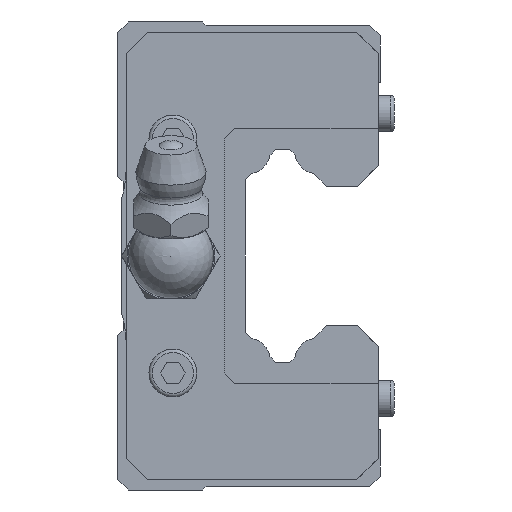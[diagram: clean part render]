
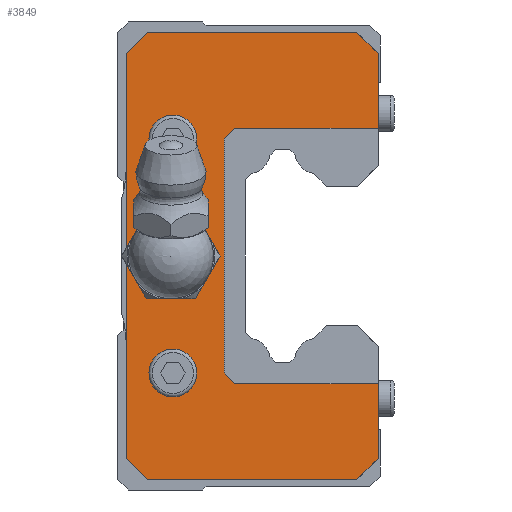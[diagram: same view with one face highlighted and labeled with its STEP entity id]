
A CAD part, left-side view. The second image highlights one B-rep face of the part: STEP entity #3849.
In plain terms, the highlighted planar face has unit normal (-1, 0, 0).
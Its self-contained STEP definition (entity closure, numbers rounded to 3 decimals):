
#80=LINE('',#5666,#478);
#104=LINE('',#5720,#502);
#113=LINE('',#5739,#511);
#117=LINE('',#5746,#515);
#147=LINE('',#5810,#545);
#150=LINE('',#5815,#548);
#173=LINE('',#5859,#571);
#220=LINE('',#5968,#618);
#226=LINE('',#5980,#624);
#347=LINE('',#6320,#745);
#348=LINE('',#6323,#746);
#349=LINE('',#6324,#747);
#350=LINE('',#6326,#748);
#351=LINE('',#6328,#749);
#478=VECTOR('',#4481,1000.);
#502=VECTOR('',#4513,1000.);
#511=VECTOR('',#4528,1000.);
#515=VECTOR('',#4534,1000.);
#545=VECTOR('',#4578,1000.);
#548=VECTOR('',#4583,1000.);
#571=VECTOR('',#4626,1000.);
#618=VECTOR('',#4707,1000.);
#624=VECTOR('',#4715,1000.);
#745=VECTOR('',#5030,1000.);
#746=VECTOR('',#5031,1000.);
#747=VECTOR('',#5032,1000.);
#748=VECTOR('',#5033,1000.);
#749=VECTOR('',#5034,1000.);
#932=PLANE('',#4183);
#1118=CIRCLE('',#4184,3.);
#1119=CIRCLE('',#4185,2.25);
#1120=CIRCLE('',#4186,2.25);
#1802=ORIENTED_EDGE('',*,*,#2593,.T.);
#1803=ORIENTED_EDGE('',*,*,#2594,.F.);
#1804=ORIENTED_EDGE('',*,*,#2595,.F.);
#1805=ORIENTED_EDGE('',*,*,#2596,.T.);
#1806=ORIENTED_EDGE('',*,*,#2597,.T.);
#1807=ORIENTED_EDGE('',*,*,#2427,.F.);
#1808=ORIENTED_EDGE('',*,*,#2314,.F.);
#1809=ORIENTED_EDGE('',*,*,#2310,.F.);
#1810=ORIENTED_EDGE('',*,*,#2300,.F.);
#1811=ORIENTED_EDGE('',*,*,#2374,.F.);
#1812=ORIENTED_EDGE('',*,*,#2274,.F.);
#1813=ORIENTED_EDGE('',*,*,#2349,.F.);
#1814=ORIENTED_EDGE('',*,*,#2346,.F.);
#1815=ORIENTED_EDGE('',*,*,#2433,.F.);
#1816=ORIENTED_EDGE('',*,*,#2598,.T.);
#1817=ORIENTED_EDGE('',*,*,#2599,.T.);
#1818=ORIENTED_EDGE('',*,*,#2600,.T.);
#2274=EDGE_CURVE('',#2773,#2774,#80,.T.);
#2300=EDGE_CURVE('',#2799,#2800,#104,.T.);
#2310=EDGE_CURVE('',#2800,#2807,#113,.T.);
#2314=EDGE_CURVE('',#2807,#2809,#117,.T.);
#2346=EDGE_CURVE('',#2835,#2836,#147,.T.);
#2349=EDGE_CURVE('',#2836,#2773,#150,.T.);
#2374=EDGE_CURVE('',#2774,#2799,#173,.T.);
#2427=EDGE_CURVE('',#2809,#2893,#220,.T.);
#2433=EDGE_CURVE('',#2897,#2835,#226,.T.);
#2593=EDGE_CURVE('',#3017,#3017,#1118,.T.);
#2594=EDGE_CURVE('',#3018,#3018,#1119,.F.);
#2595=EDGE_CURVE('',#3019,#3019,#1120,.F.);
#2596=EDGE_CURVE('',#3020,#3021,#347,.T.);
#2597=EDGE_CURVE('',#3021,#2893,#348,.T.);
#2598=EDGE_CURVE('',#2897,#3022,#349,.T.);
#2599=EDGE_CURVE('',#3022,#3023,#350,.T.);
#2600=EDGE_CURVE('',#3023,#3020,#351,.T.);
#2773=VERTEX_POINT('',#5665);
#2774=VERTEX_POINT('',#5667);
#2799=VERTEX_POINT('',#5719);
#2800=VERTEX_POINT('',#5721);
#2807=VERTEX_POINT('',#5740);
#2809=VERTEX_POINT('',#5747);
#2835=VERTEX_POINT('',#5809);
#2836=VERTEX_POINT('',#5811);
#2893=VERTEX_POINT('',#5969);
#2897=VERTEX_POINT('',#5979);
#3017=VERTEX_POINT('',#6315);
#3018=VERTEX_POINT('',#6317);
#3019=VERTEX_POINT('',#6319);
#3020=VERTEX_POINT('',#6321);
#3021=VERTEX_POINT('',#6322);
#3022=VERTEX_POINT('',#6325);
#3023=VERTEX_POINT('',#6327);
#3268=EDGE_LOOP('',(#1802));
#3269=EDGE_LOOP('',(#1803));
#3270=EDGE_LOOP('',(#1804));
#3271=EDGE_LOOP('',(#1805,#1806,#1807,#1808,#1809,#1810,#1811,#1812,#1813,
#1814,#1815,#1816,#1817,#1818));
#3567=FACE_BOUND('',#3268,.T.);
#3568=FACE_BOUND('',#3269,.T.);
#3569=FACE_BOUND('',#3270,.T.);
#3570=FACE_BOUND('',#3271,.T.);
#3849=ADVANCED_FACE('',(#3567,#3568,#3569,#3570),#932,.F.);
#4183=AXIS2_PLACEMENT_3D('',#6313,#5022,#5023);
#4184=AXIS2_PLACEMENT_3D('',#6314,#5024,#5025);
#4185=AXIS2_PLACEMENT_3D('',#6316,#5026,#5027);
#4186=AXIS2_PLACEMENT_3D('',#6318,#5028,#5029);
#4481=DIRECTION('',(0.,0.707,0.707));
#4513=DIRECTION('',(0.,-0.707,0.707));
#4528=DIRECTION('',(0.,-1.,0.));
#4534=DIRECTION('',(0.,-0.707,-0.707));
#4578=DIRECTION('',(0.,0.707,-0.707));
#4583=DIRECTION('',(0.,1.,0.));
#4626=DIRECTION('',(0.,0.,1.));
#4707=DIRECTION('',(0.,0.,-1.));
#4715=DIRECTION('',(0.,0.,-1.));
#5022=DIRECTION('',(1.,0.,0.));
#5023=DIRECTION('',(0.,0.,-1.));
#5024=DIRECTION('',(1.,0.,0.));
#5025=DIRECTION('',(0.,0.,-1.));
#5026=DIRECTION('',(1.,0.,0.));
#5027=DIRECTION('',(0.,0.,-1.));
#5028=DIRECTION('',(1.,0.,0.));
#5029=DIRECTION('',(0.,0.,-1.));
#5030=DIRECTION('',(0.,-0.707,0.707));
#5031=DIRECTION('',(0.,-1.,0.));
#5032=DIRECTION('',(0.,1.,0.));
#5033=DIRECTION('',(0.,0.707,0.707));
#5034=DIRECTION('',(0.,0.,1.));
#5665=CARTESIAN_POINT('',(-43.,23.2,-21.));
#5666=CARTESIAN_POINT('',(-43.,23.2,-21.));
#5667=CARTESIAN_POINT('',(-43.,25.2,-19.));
#5719=CARTESIAN_POINT('',(-43.,25.2,19.));
#5720=CARTESIAN_POINT('',(-43.,25.2,19.));
#5721=CARTESIAN_POINT('',(-43.,23.2,21.));
#5739=CARTESIAN_POINT('',(-43.,26.,21.));
#5740=CARTESIAN_POINT('',(-43.,3.517,21.));
#5746=CARTESIAN_POINT('',(-43.,3.517,21.));
#5747=CARTESIAN_POINT('',(-43.,1.517,19.));
#5809=CARTESIAN_POINT('',(-43.,1.517,-19.));
#5810=CARTESIAN_POINT('',(-43.,1.517,-19.));
#5811=CARTESIAN_POINT('',(-43.,3.517,-21.));
#5815=CARTESIAN_POINT('',(-43.,0.,-21.));
#5859=CARTESIAN_POINT('',(-43.,25.2,-19.));
#5968=CARTESIAN_POINT('',(-43.,1.517,19.));
#5969=CARTESIAN_POINT('',(-43.,1.517,12.));
#5979=CARTESIAN_POINT('',(-43.,1.517,-12.));
#5980=CARTESIAN_POINT('',(-43.,1.517,19.));
#6313=CARTESIAN_POINT('',(-43.,0.,0.));
#6314=CARTESIAN_POINT('',(-43.,21.,0.));
#6315=CARTESIAN_POINT('',(-43.,21.,-3.));
#6316=CARTESIAN_POINT('',(-43.,20.817,11.));
#6317=CARTESIAN_POINT('',(-43.,20.817,8.75));
#6318=CARTESIAN_POINT('',(-43.,20.817,-11.));
#6319=CARTESIAN_POINT('',(-43.,20.817,-13.25));
#6320=CARTESIAN_POINT('',(-43.,16.,11.));
#6321=CARTESIAN_POINT('',(-43.,16.,11.));
#6322=CARTESIAN_POINT('',(-43.,15.,12.));
#6323=CARTESIAN_POINT('',(-43.,15.,12.));
#6324=CARTESIAN_POINT('',(-43.,1.517,-12.));
#6325=CARTESIAN_POINT('',(-43.,15.,-12.));
#6326=CARTESIAN_POINT('',(-43.,15.,-12.));
#6327=CARTESIAN_POINT('',(-43.,16.,-11.));
#6328=CARTESIAN_POINT('',(-43.,16.,-11.));
